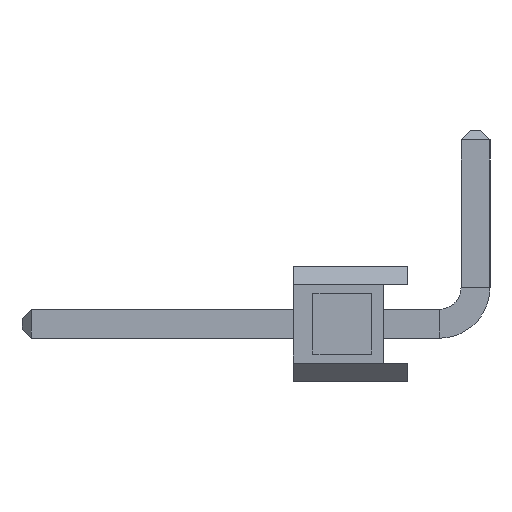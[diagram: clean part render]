
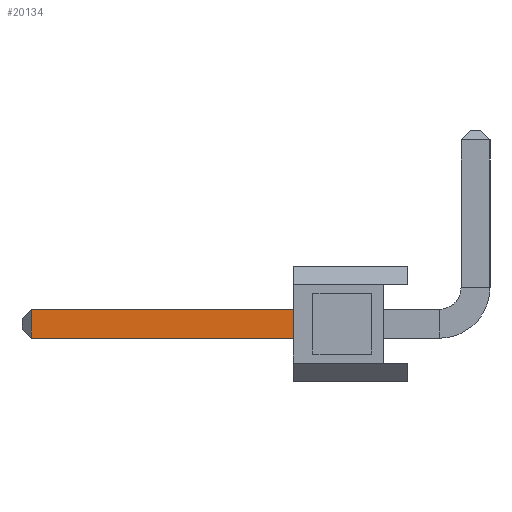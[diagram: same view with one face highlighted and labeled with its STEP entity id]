
A CAD part, left-side view. The second image highlights one B-rep face of the part: STEP entity #20134.
In plain terms, the highlighted planar face has unit normal (-1, 0, 0).
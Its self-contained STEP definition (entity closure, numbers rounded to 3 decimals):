
#161 = ORIENTED_EDGE ( 'NONE', *, *, #17624, .T. ) ;
#1414 = CARTESIAN_POINT ( 'NONE',  ( -0.32, 8.34, 0.32 ) ) ;
#2263 = DIRECTION ( 'NONE',  ( 0., 1., 0. ) ) ;
#2394 = VERTEX_POINT ( 'NONE', #26287 ) ;
#3176 = ORIENTED_EDGE ( 'NONE', *, *, #20825, .T. ) ;
#3390 = VERTEX_POINT ( 'NONE', #12340 ) ;
#4402 = VECTOR ( 'NONE', #27118, 1000. ) ;
#4924 = VERTEX_POINT ( 'NONE', #1414 ) ;
#5279 = VECTOR ( 'NONE', #13724, 1000. ) ;
#5357 = VERTEX_POINT ( 'NONE', #12131 ) ;
#7554 = ORIENTED_EDGE ( 'NONE', *, *, #29952, .F. ) ;
#9156 = CARTESIAN_POINT ( 'NONE',  ( -0.32, 8.34, -0.32 ) ) ;
#9818 = DIRECTION ( 'NONE',  ( -1., 0., 0. ) ) ;
#12131 = CARTESIAN_POINT ( 'NONE',  ( -0.32, 8.34, -0.32 ) ) ;
#12340 = CARTESIAN_POINT ( 'NONE',  ( -0.32, 2.54, -0.32 ) ) ;
#12595 = CARTESIAN_POINT ( 'NONE',  ( -0.32, -0.7, -0.32 ) ) ;
#13724 = DIRECTION ( 'NONE',  ( 0., 0., -1. ) ) ;
#13728 = LINE ( 'NONE', #9156, #29678 ) ;
#16684 = ORIENTED_EDGE ( 'NONE', *, *, #24322, .F. ) ;
#17624 = EDGE_CURVE ( 'NONE', #4924, #5357, #13728, .T. ) ;
#18656 = LINE ( 'NONE', #27212, #5279 ) ;
#18724 = CARTESIAN_POINT ( 'NONE',  ( -0.32, -0.7, 0.32 ) ) ;
#19045 = LINE ( 'NONE', #18724, #4402 ) ;
#19831 = AXIS2_PLACEMENT_3D ( 'NONE', #12595, #9818, #31874 ) ;
#20134 = ADVANCED_FACE ( 'NONE', ( #31099 ), #26420, .T. ) ;
#20825 = EDGE_CURVE ( 'NONE', #2394, #4924, #19045, .T. ) ;
#22117 = VECTOR ( 'NONE', #2263, 1000. ) ;
#24322 = EDGE_CURVE ( 'NONE', #2394, #3390, #18656, .T. ) ;
#26287 = CARTESIAN_POINT ( 'NONE',  ( -0.32, 2.54, 0.32 ) ) ;
#26420 = PLANE ( 'NONE',  #19831 ) ;
#27080 = EDGE_LOOP ( 'NONE', ( #3176, #161, #7554, #16684 ) ) ;
#27118 = DIRECTION ( 'NONE',  ( 0., 1., 0. ) ) ;
#27212 = CARTESIAN_POINT ( 'NONE',  ( -0.32, 2.54, 0. ) ) ;
#29557 = CARTESIAN_POINT ( 'NONE',  ( -0.32, -0.7, -0.32 ) ) ;
#29678 = VECTOR ( 'NONE', #31438, 1000. ) ;
#29952 = EDGE_CURVE ( 'NONE', #3390, #5357, #34695, .T. ) ;
#31099 = FACE_OUTER_BOUND ( 'NONE', #27080, .T. ) ;
#31438 = DIRECTION ( 'NONE',  ( 0., 0., -1. ) ) ;
#31874 = DIRECTION ( 'NONE',  ( 0., 0., 1. ) ) ;
#34695 = LINE ( 'NONE', #29557, #22117 ) ;
